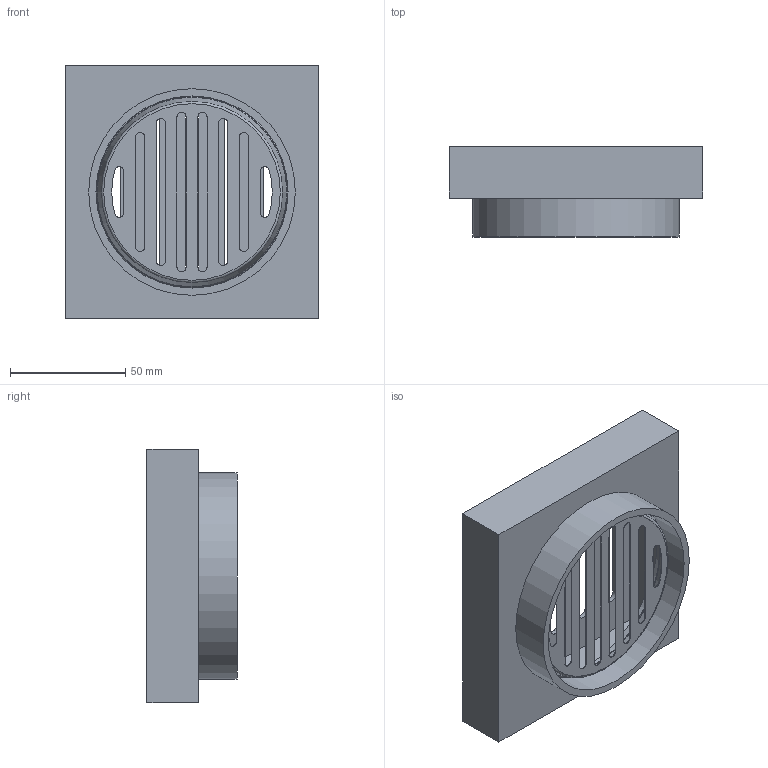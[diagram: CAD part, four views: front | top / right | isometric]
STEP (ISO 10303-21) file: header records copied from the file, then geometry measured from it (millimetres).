
FILE_DESCRIPTION(/* description */ (''),/* implementation_level */ '2;1');
FILE_NAME(/* name */ 'XB-4047',/* time_stamp */ '2023-07-03T16:36:16+08:00',/* author */ (''),/* organization */ (''),/* preprocessor_version */ 'ST-DEVELOPER v9',/* originating_system */ 'EDS PLM SOLUTIONS - UNIGRAPHICS NX 2.0',/* authorisation */ '');
FILE_SCHEMA (('CONFIG_CONTROL_DESIGN'));
Length unit declared in the file: millimetre
Products named in the file (1): Admi815A76wf
Bounding box: 110 x 39 x 110 mm (x, y, z)
Volume: 85584.5 mm3; surface area: 78190.1 mm2
Topology: 3 solids, 3 shells, 89 faces, 234 edges, 153 vertices
Faces by surface type: plane 48, cylinder 32, cone 5, torus 3, revolution 1
Full cylindrical faces by diameter (mm): 83.2 x1, 86.3 x1, 86.5 x1, 89.5 x1
Entity records: 2816 total; most frequent: DIRECTION 471, CARTESIAN_POINT 466, ORIENTED_EDGE 440, EDGE_CURVE 220, AXIS2_PLACEMENT_3D 161, VERTEX_POINT 152, LINE 148, VECTOR 148
